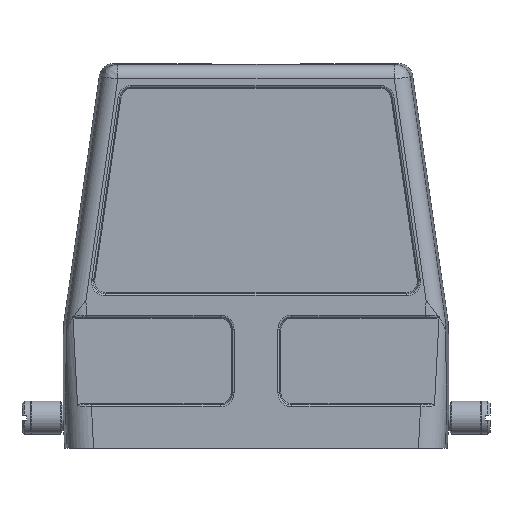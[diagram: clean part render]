
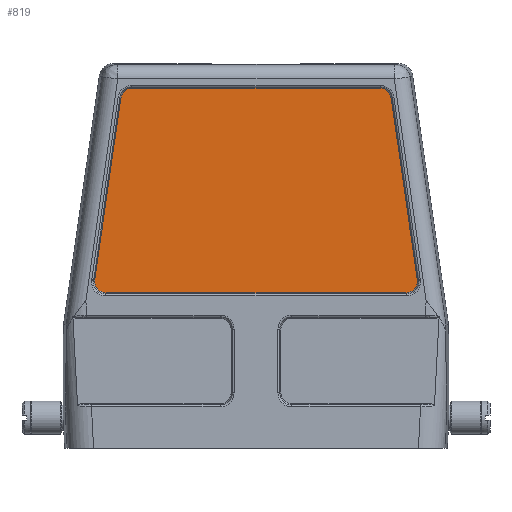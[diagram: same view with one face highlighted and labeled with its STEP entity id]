
A CAD part, front view. The second image highlights one B-rep face of the part: STEP entity #819.
In plain terms, the highlighted planar face has unit normal (0, -1, 0).
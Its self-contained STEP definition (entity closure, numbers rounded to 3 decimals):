
#360=PLANE('',#7812);
#819=ADVANCED_FACE('',(#1444),#360,.F.);
#1444=FACE_OUTER_BOUND('',#1886,.T.);
#1886=EDGE_LOOP('',(#3596,#3597,#3598,#3599,#3600,#3601,#3602,#3603));
#2395=ELLIPSE('',#7808,3.547,3.1);
#2396=ELLIPSE('',#7809,3.547,3.1);
#2397=ELLIPSE('',#7810,3.441,3.1);
#2398=ELLIPSE('',#7811,3.441,3.1);
#3596=ORIENTED_EDGE('',*,*,#6079,.T.);
#3597=ORIENTED_EDGE('',*,*,#6088,.T.);
#3598=ORIENTED_EDGE('',*,*,#6083,.F.);
#3599=ORIENTED_EDGE('',*,*,#6089,.T.);
#3600=ORIENTED_EDGE('',*,*,#6087,.T.);
#3601=ORIENTED_EDGE('',*,*,#6090,.T.);
#3602=ORIENTED_EDGE('',*,*,#6075,.T.);
#3603=ORIENTED_EDGE('',*,*,#6091,.T.);
#5227=VERTEX_POINT('',#12816);
#5230=VERTEX_POINT('',#12821);
#5231=VERTEX_POINT('',#12825);
#5234=VERTEX_POINT('',#12830);
#5235=VERTEX_POINT('',#12834);
#5238=VERTEX_POINT('',#12839);
#5239=VERTEX_POINT('',#12843);
#5242=VERTEX_POINT('',#12848);
#6075=EDGE_CURVE('',#5227,#5230,#6814,.T.);
#6079=EDGE_CURVE('',#5231,#5234,#6818,.T.);
#6083=EDGE_CURVE('',#5238,#5235,#6822,.T.);
#6087=EDGE_CURVE('',#5239,#5242,#6826,.T.);
#6088=EDGE_CURVE('',#5234,#5235,#2395,.T.);
#6089=EDGE_CURVE('',#5238,#5239,#2396,.T.);
#6090=EDGE_CURVE('',#5242,#5227,#2397,.T.);
#6091=EDGE_CURVE('',#5230,#5231,#2398,.T.);
#6814=LINE('',#12822,#7293);
#6818=LINE('',#12831,#7297);
#6822=LINE('',#12840,#7301);
#6826=LINE('',#12849,#7305);
#7293=VECTOR('',#9535,1.);
#7297=VECTOR('',#9541,1.);
#7301=VECTOR('',#9547,1.);
#7305=VECTOR('',#9553,1.);
#7808=AXIS2_PLACEMENT_3D('',#12851,#9556,#9557);
#7809=AXIS2_PLACEMENT_3D('',#12852,#9558,#9559);
#7810=AXIS2_PLACEMENT_3D('',#12853,#9560,#9561);
#7811=AXIS2_PLACEMENT_3D('',#12854,#9562,#9563);
#7812=AXIS2_PLACEMENT_3D('',#12855,#9564,#9565);
#9535=DIRECTION('',(-1.,0.,0.));
#9541=DIRECTION('',(-0.142,0.,-0.99));
#9547=DIRECTION('',(-1.,0.,0.));
#9553=DIRECTION('',(-0.142,0.,0.99));
#9556=DIRECTION('',(0.,-1.,0.));
#9557=DIRECTION('',(0.756,0.,0.655));
#9558=DIRECTION('',(0.,-1.,0.));
#9559=DIRECTION('',(-0.756,0.,0.655));
#9560=DIRECTION('',(0.,-1.,0.));
#9561=DIRECTION('',(-0.655,0.,-0.756));
#9562=DIRECTION('',(0.,-1.,0.));
#9563=DIRECTION('',(0.655,0.,-0.756));
#9564=DIRECTION('',(0.,1.,0.));
#9565=DIRECTION('',(0.,0.,-1.));
#12816=CARTESIAN_POINT('',(29.994,-40.199,177.605));
#12821=CARTESIAN_POINT('',(-29.994,-40.199,177.605));
#12822=CARTESIAN_POINT('',(-37.137,-40.199,177.605));
#12825=CARTESIAN_POINT('',(-32.877,-40.199,175.106));
#12830=CARTESIAN_POINT('',(-39.202,-40.199,131.146));
#12831=CARTESIAN_POINT('',(-31.799,-40.199,182.601));
#12834=CARTESIAN_POINT('',(-36.318,-40.199,127.819));
#12839=CARTESIAN_POINT('',(36.318,-40.199,127.819));
#12840=CARTESIAN_POINT('',(-37.137,-40.199,127.819));
#12843=CARTESIAN_POINT('',(39.202,-40.199,131.146));
#12848=CARTESIAN_POINT('',(32.877,-40.199,175.106));
#12849=CARTESIAN_POINT('',(30.293,-40.199,193.07));
#12851=CARTESIAN_POINT('',(-35.873,-40.199,131.118));
#12852=CARTESIAN_POINT('',(35.873,-40.199,131.118));
#12853=CARTESIAN_POINT('',(29.66,-40.199,174.306));
#12854=CARTESIAN_POINT('',(-29.66,-40.199,174.306));
#12855=CARTESIAN_POINT('',(-37.137,-40.199,183.369));
